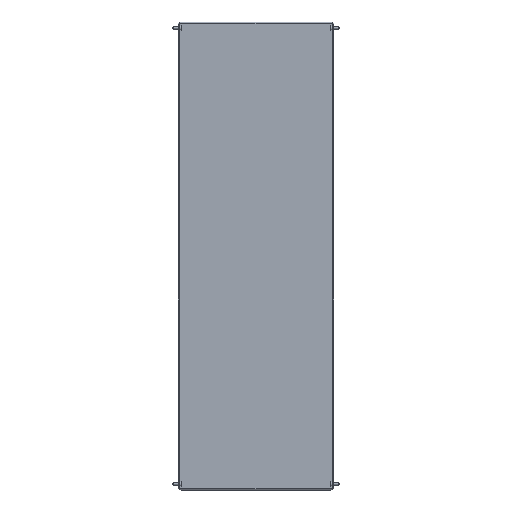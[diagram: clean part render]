
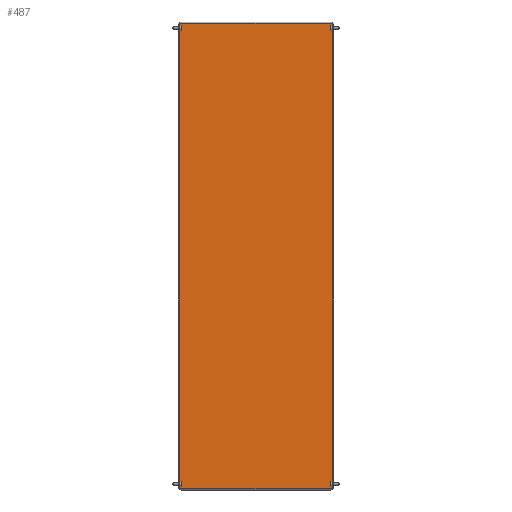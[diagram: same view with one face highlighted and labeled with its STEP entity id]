
A CAD part, top view. The second image highlights one B-rep face of the part: STEP entity #487.
In plain terms, the highlighted planar face has unit normal (0, 0, 1).
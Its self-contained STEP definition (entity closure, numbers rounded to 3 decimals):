
#125 = CARTESIAN_POINT ( 'NONE',  ( 146.5, -446.5, 0. ) ) ;
#137 = VERTEX_POINT ( 'NONE', #125 ) ;
#180 = ORIENTED_EDGE ( 'NONE', *, *, #1609, .T. ) ;
#181 = VECTOR ( 'NONE', #951, 1000. ) ;
#253 = DIRECTION ( 'NONE',  ( 0., 0., 1. ) ) ;
#325 = EDGE_CURVE ( 'NONE', #137, #2321, #942, .T. ) ;
#383 = EDGE_CURVE ( 'NONE', #1114, #856, #441, .T. ) ;
#399 = ORIENTED_EDGE ( 'NONE', *, *, #1990, .T. ) ;
#441 = LINE ( 'NONE', #1840, #495 ) ;
#487 = ADVANCED_FACE ( 'NONE', ( #1912 ), #839, .T. ) ;
#495 = VECTOR ( 'NONE', #1136, 1000. ) ;
#578 = LINE ( 'NONE', #1308, #2275 ) ;
#839 = PLANE ( 'NONE',  #2041 ) ;
#843 = CARTESIAN_POINT ( 'NONE',  ( 146.5, 446.5, 0. ) ) ;
#856 = VERTEX_POINT ( 'NONE', #2273 ) ;
#904 = ORIENTED_EDGE ( 'NONE', *, *, #325, .T. ) ;
#942 = LINE ( 'NONE', #1171, #181 ) ;
#951 = DIRECTION ( 'NONE',  ( 0., 1., 0. ) ) ;
#988 = CARTESIAN_POINT ( 'NONE',  ( 0., 0., 0. ) ) ;
#1114 = VERTEX_POINT ( 'NONE', #2266 ) ;
#1136 = DIRECTION ( 'NONE',  ( 0., -1., 0. ) ) ;
#1171 = CARTESIAN_POINT ( 'NONE',  ( 146.5, 449., 0. ) ) ;
#1308 = CARTESIAN_POINT ( 'NONE',  ( -146.5, -446.5, 0. ) ) ;
#1519 = LINE ( 'NONE', #2263, #1940 ) ;
#1540 = DIRECTION ( 'NONE',  ( 1., 0., 0. ) ) ;
#1609 = EDGE_CURVE ( 'NONE', #2321, #1114, #1519, .T. ) ;
#1697 = DIRECTION ( 'NONE',  ( -1., 0., 0. ) ) ;
#1840 = CARTESIAN_POINT ( 'NONE',  ( -146.5, 449., 0. ) ) ;
#1912 = FACE_OUTER_BOUND ( 'NONE', #2023, .T. ) ;
#1940 = VECTOR ( 'NONE', #1697, 1000. ) ;
#1990 = EDGE_CURVE ( 'NONE', #856, #137, #578, .T. ) ;
#2015 = DIRECTION ( 'NONE',  ( 1., 0., 0. ) ) ;
#2023 = EDGE_LOOP ( 'NONE', ( #2203, #399, #904, #180 ) ) ;
#2041 = AXIS2_PLACEMENT_3D ( 'NONE', #988, #253, #1540 ) ;
#2203 = ORIENTED_EDGE ( 'NONE', *, *, #383, .T. ) ;
#2263 = CARTESIAN_POINT ( 'NONE',  ( 146.5, 446.5, 0. ) ) ;
#2266 = CARTESIAN_POINT ( 'NONE',  ( -146.5, 446.5, 0. ) ) ;
#2273 = CARTESIAN_POINT ( 'NONE',  ( -146.5, -446.5, 0. ) ) ;
#2275 = VECTOR ( 'NONE', #2015, 1000. ) ;
#2321 = VERTEX_POINT ( 'NONE', #843 ) ;
